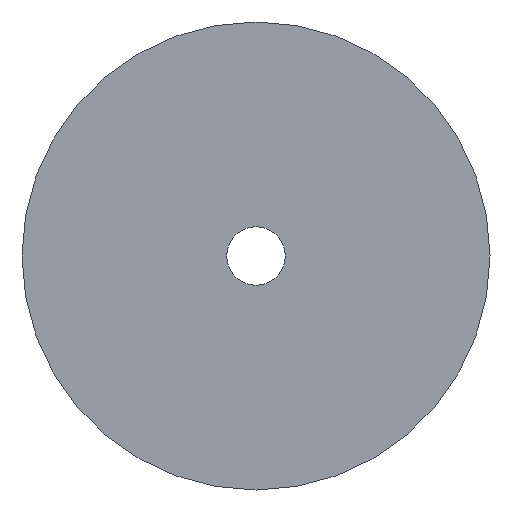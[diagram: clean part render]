
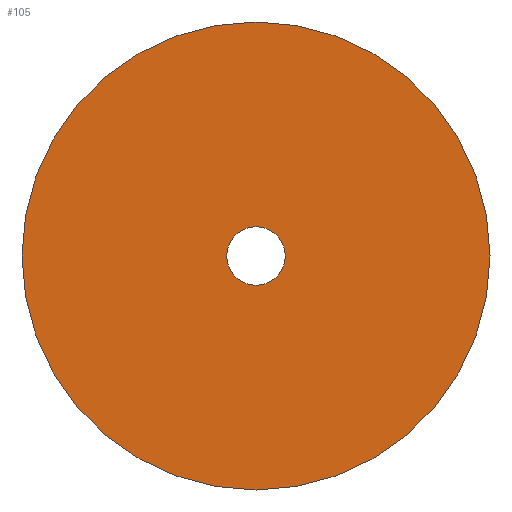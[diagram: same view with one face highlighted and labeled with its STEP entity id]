
A CAD part, front view. The second image highlights one B-rep face of the part: STEP entity #105.
In plain terms, the highlighted planar face has unit normal (0, -1, 0).
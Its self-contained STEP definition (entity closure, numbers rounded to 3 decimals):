
#6 = CARTESIAN_POINT ( 'NONE',  ( 0., 0., 0. ) ) ;
#8 = DIRECTION ( 'NONE',  ( 0., 0., 1. ) ) ;
#20 = AXIS2_PLACEMENT_3D ( 'NONE', #130, #179, #8 ) ;
#21 = EDGE_CURVE ( 'NONE', #119, #195, #167, .T. ) ;
#25 = ORIENTED_EDGE ( 'NONE', *, *, #70, .F. ) ;
#29 = CARTESIAN_POINT ( 'NONE',  ( 0., 0., 5. ) ) ;
#34 = AXIS2_PLACEMENT_3D ( 'NONE', #198, #145, #58 ) ;
#35 = EDGE_LOOP ( 'NONE', ( #123, #37 ) ) ;
#37 = ORIENTED_EDGE ( 'NONE', *, *, #21, .T. ) ;
#43 = DIRECTION ( 'NONE',  ( 0., 1., 0. ) ) ;
#44 = VERTEX_POINT ( 'NONE', #199 ) ;
#46 = AXIS2_PLACEMENT_3D ( 'NONE', #6, #116, #88 ) ;
#49 = CARTESIAN_POINT ( 'NONE',  ( 0., 0., -5. ) ) ;
#51 = CIRCLE ( 'NONE', #156, 5. ) ;
#57 = DIRECTION ( 'NONE',  ( 0., 0., 1. ) ) ;
#58 = DIRECTION ( 'NONE',  ( 0., 0., 1. ) ) ;
#70 = EDGE_CURVE ( 'NONE', #44, #107, #187, .T. ) ;
#76 = DIRECTION ( 'NONE',  ( 0., 1., 0. ) ) ;
#77 = EDGE_LOOP ( 'NONE', ( #169, #25 ) ) ;
#82 = CARTESIAN_POINT ( 'NONE',  ( 0., 0., -40. ) ) ;
#86 = PLANE ( 'NONE',  #46 ) ;
#88 = DIRECTION ( 'NONE',  ( 0., 0., 1. ) ) ;
#105 = ADVANCED_FACE ( 'NONE', ( #118, #164 ), #86, .F. ) ;
#107 = VERTEX_POINT ( 'NONE', #82 ) ;
#116 = DIRECTION ( 'NONE',  ( 0., 1., 0. ) ) ;
#118 = FACE_OUTER_BOUND ( 'NONE', #77, .T. ) ;
#119 = VERTEX_POINT ( 'NONE', #29 ) ;
#120 = EDGE_CURVE ( 'NONE', #107, #44, #149, .T. ) ;
#121 = CARTESIAN_POINT ( 'NONE',  ( 0., 0., 0. ) ) ;
#123 = ORIENTED_EDGE ( 'NONE', *, *, #177, .T. ) ;
#128 = AXIS2_PLACEMENT_3D ( 'NONE', #121, #43, #57 ) ;
#130 = CARTESIAN_POINT ( 'NONE',  ( 0., 0., 0. ) ) ;
#145 = DIRECTION ( 'NONE',  ( 0., 1., 0. ) ) ;
#149 = CIRCLE ( 'NONE', #20, 40. ) ;
#156 = AXIS2_PLACEMENT_3D ( 'NONE', #165, #76, #176 ) ;
#164 = FACE_BOUND ( 'NONE', #35, .T. ) ;
#165 = CARTESIAN_POINT ( 'NONE',  ( 0., 0., 0. ) ) ;
#167 = CIRCLE ( 'NONE', #34, 5. ) ;
#169 = ORIENTED_EDGE ( 'NONE', *, *, #120, .F. ) ;
#176 = DIRECTION ( 'NONE',  ( 0., 0., 1. ) ) ;
#177 = EDGE_CURVE ( 'NONE', #195, #119, #51, .T. ) ;
#179 = DIRECTION ( 'NONE',  ( 0., 1., 0. ) ) ;
#187 = CIRCLE ( 'NONE', #128, 40. ) ;
#195 = VERTEX_POINT ( 'NONE', #49 ) ;
#198 = CARTESIAN_POINT ( 'NONE',  ( 0., 0., 0. ) ) ;
#199 = CARTESIAN_POINT ( 'NONE',  ( 0., 0., 40. ) ) ;
